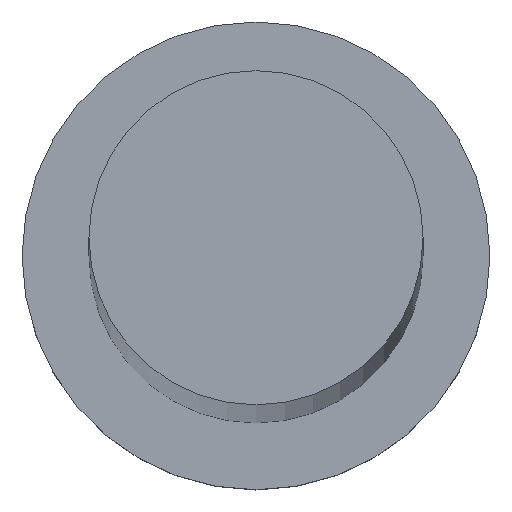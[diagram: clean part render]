
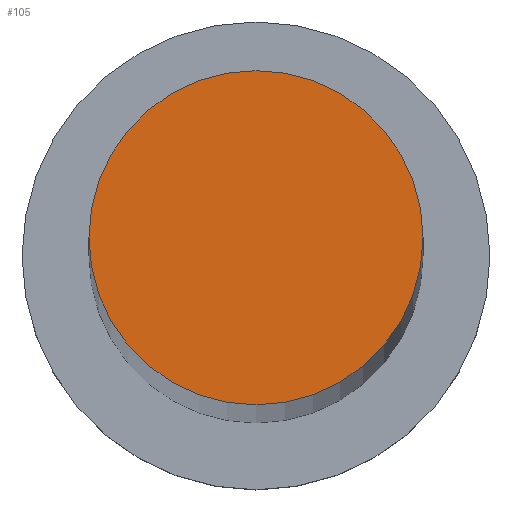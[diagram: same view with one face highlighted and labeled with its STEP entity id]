
A CAD part, top view. The second image highlights one B-rep face of the part: STEP entity #105.
In plain terms, the highlighted planar face has unit normal (0, 0, 1).
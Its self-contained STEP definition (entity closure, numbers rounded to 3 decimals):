
#10 = CARTESIAN_POINT ( 'NONE',  ( 0., 0., 630. ) ) ;
#29 = AXIS2_PLACEMENT_3D ( 'NONE', #96, #127, #111 ) ;
#34 = CIRCLE ( 'NONE', #106, 10. ) ;
#43 = DIRECTION ( 'NONE',  ( 0., 0., 1. ) ) ;
#44 = DIRECTION ( 'NONE',  ( 1., 0., 0. ) ) ;
#60 = EDGE_LOOP ( 'NONE', ( #128, #200 ) ) ;
#62 = EDGE_CURVE ( 'NONE', #165, #235, #34, .T. ) ;
#74 = CIRCLE ( 'NONE', #29, 10. ) ;
#75 = CARTESIAN_POINT ( 'NONE',  ( -10., 0., 630. ) ) ;
#95 = DIRECTION ( 'NONE',  ( 1., 0., 0. ) ) ;
#96 = CARTESIAN_POINT ( 'NONE',  ( 0., 0., 630. ) ) ;
#105 = ADVANCED_FACE ( 'NONE', ( #192 ), #219, .T. ) ;
#106 = AXIS2_PLACEMENT_3D ( 'NONE', #10, #136, #95 ) ;
#111 = DIRECTION ( 'NONE',  ( 1., 0., 0. ) ) ;
#127 = DIRECTION ( 'NONE',  ( 0., 0., 1. ) ) ;
#128 = ORIENTED_EDGE ( 'NONE', *, *, #62, .T. ) ;
#132 = EDGE_CURVE ( 'NONE', #235, #165, #74, .T. ) ;
#136 = DIRECTION ( 'NONE',  ( 0., 0., 1. ) ) ;
#158 = AXIS2_PLACEMENT_3D ( 'NONE', #209, #43, #44 ) ;
#159 = CARTESIAN_POINT ( 'NONE',  ( 10., 0., 630. ) ) ;
#165 = VERTEX_POINT ( 'NONE', #75 ) ;
#192 = FACE_OUTER_BOUND ( 'NONE', #60, .T. ) ;
#200 = ORIENTED_EDGE ( 'NONE', *, *, #132, .T. ) ;
#209 = CARTESIAN_POINT ( 'NONE',  ( 0., 0., 630. ) ) ;
#219 = PLANE ( 'NONE',  #158 ) ;
#235 = VERTEX_POINT ( 'NONE', #159 ) ;
